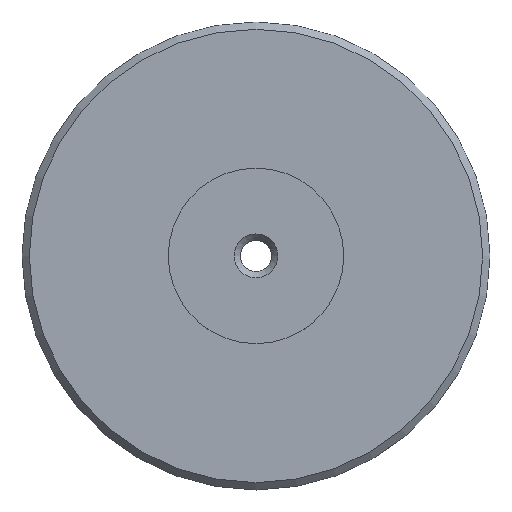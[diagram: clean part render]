
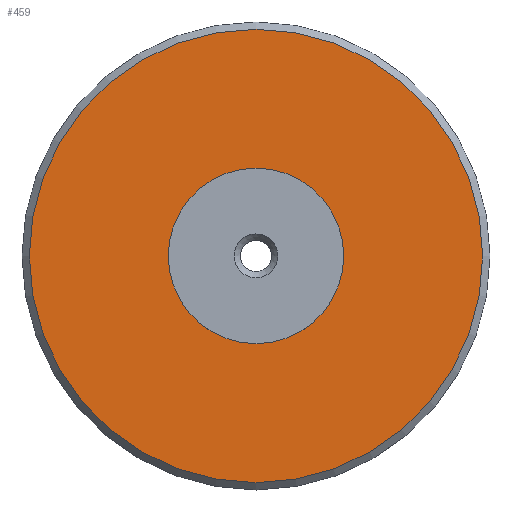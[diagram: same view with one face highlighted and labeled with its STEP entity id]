
A CAD part, top view. The second image highlights one B-rep face of the part: STEP entity #459.
In plain terms, the highlighted planar face has unit normal (0, 0, 1).
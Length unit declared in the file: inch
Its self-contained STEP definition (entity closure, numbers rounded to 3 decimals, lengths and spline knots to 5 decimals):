
#21=FACE_BOUND('',#73,.T.);
#24=PLANE('',#508);
#46=FACE_OUTER_BOUND('',#72,.T.);
#72=EDGE_LOOP('',(#353));
#73=EDGE_LOOP('',(#354));
#89=CIRCLE('',#503,0.96875);
#93=CIRCLE('',#509,0.375);
#208=VERTEX_POINT('',#1103);
#212=VERTEX_POINT('',#1115);
#264=EDGE_CURVE('',#208,#208,#89,.T.);
#270=EDGE_CURVE('',#212,#212,#93,.T.);
#353=ORIENTED_EDGE('',*,*,#264,.F.);
#354=ORIENTED_EDGE('',*,*,#270,.T.);
#459=ADVANCED_FACE('',(#46,#21),#24,.T.);
#503=AXIS2_PLACEMENT_3D('',#1104,#578,#579);
#508=AXIS2_PLACEMENT_3D('',#1114,#590,#591);
#509=AXIS2_PLACEMENT_3D('',#1116,#592,#593);
#578=DIRECTION('center_axis',(0.,0.,-1.));
#579=DIRECTION('ref_axis',(-1.,0.,0.));
#590=DIRECTION('center_axis',(0.,0.,1.));
#591=DIRECTION('ref_axis',(1.,0.,0.));
#592=DIRECTION('center_axis',(0.,0.,-1.));
#593=DIRECTION('ref_axis',(1.,0.,0.));
#1103=CARTESIAN_POINT('',(0.96875,0.,0.125));
#1104=CARTESIAN_POINT('Origin',(0.,0.,0.125));
#1114=CARTESIAN_POINT('Origin',(0.,0.,0.125));
#1115=CARTESIAN_POINT('',(-0.375,0.,0.125));
#1116=CARTESIAN_POINT('Origin',(0.,0.,0.125));
